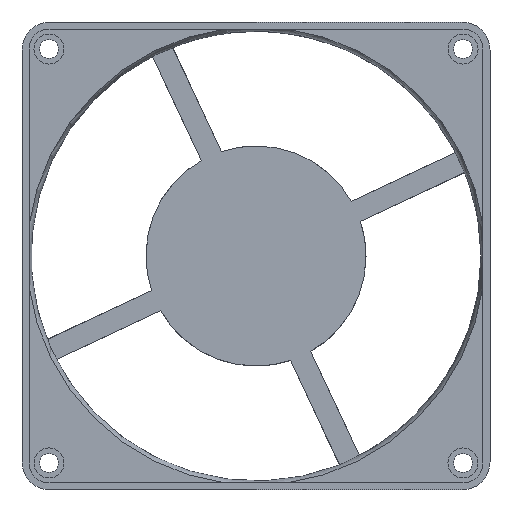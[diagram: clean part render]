
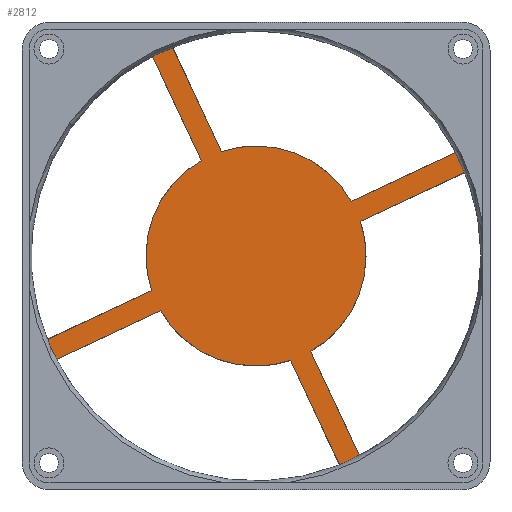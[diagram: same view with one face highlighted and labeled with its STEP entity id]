
A CAD part, front view. The second image highlights one B-rep face of the part: STEP entity #2812.
In plain terms, the highlighted planar face has unit normal (0, -1, 0).
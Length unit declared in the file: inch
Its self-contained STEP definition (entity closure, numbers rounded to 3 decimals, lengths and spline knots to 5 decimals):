
#236=PLANE($,#3128);
#373=FACE_OUTER_BOUND($,#590,.T.);
#590=EDGE_LOOP($,(#2581,#2582,#2583,#2584,#2585,#2586,#2587,#2588,#2589,
#2590,#2591,#2592,#2593,#2594,#2595,#2596));
#623=LINE($,#4058,#823);
#626=LINE($,#4069,#826);
#636=LINE($,#4101,#836);
#639=LINE($,#4112,#839);
#649=LINE($,#4144,#849);
#652=LINE($,#4155,#852);
#679=LINE($,#4350,#879);
#681=LINE($,#4357,#881);
#823=VECTOR($,#3219,1.15398);
#826=VECTOR($,#3230,1.15186);
#836=VECTOR($,#3242,1.15398);
#839=VECTOR($,#3253,1.15186);
#849=VECTOR($,#3265,1.15398);
#852=VECTOR($,#3276,1.15186);
#879=VECTOR($,#3423,1.15398);
#881=VECTOR($,#3431,1.15186);
#1023=CIRCLE($,#2878,1.1);
#1024=CIRCLE($,#2879,1.1);
#1026=CIRCLE($,#2881,1.1);
#1027=CIRCLE($,#2882,1.1);
#1143=CIRCLE($,#3124,2.25);
#1144=CIRCLE($,#3125,2.25);
#1145=CIRCLE($,#3126,2.25);
#1146=CIRCLE($,#3127,2.25);
#1173=VERTEX_POINT($,#4040);
#1179=VERTEX_POINT($,#4056);
#1182=VERTEX_POINT($,#4066);
#1183=VERTEX_POINT($,#4068);
#1189=VERTEX_POINT($,#4083);
#1195=VERTEX_POINT($,#4099);
#1198=VERTEX_POINT($,#4109);
#1199=VERTEX_POINT($,#4111);
#1205=VERTEX_POINT($,#4126);
#1211=VERTEX_POINT($,#4142);
#1214=VERTEX_POINT($,#4152);
#1215=VERTEX_POINT($,#4154);
#1233=VERTEX_POINT($,#4215);
#1236=VERTEX_POINT($,#4221);
#1272=VERTEX_POINT($,#4348);
#1274=VERTEX_POINT($,#4356);
#1461=EDGE_CURVE($,#1173,#1179,#623,.T.);
#1466=EDGE_CURVE($,#1182,#1183,#626,.T.);
#1479=EDGE_CURVE($,#1189,#1195,#636,.T.);
#1484=EDGE_CURVE($,#1198,#1199,#639,.T.);
#1497=EDGE_CURVE($,#1205,#1211,#649,.T.);
#1502=EDGE_CURVE($,#1214,#1215,#652,.T.);
#1527=EDGE_CURVE($,#1173,#1198,#1023,.T.);
#1528=EDGE_CURVE($,#1189,#1233,#1024,.T.);
#1532=EDGE_CURVE($,#1236,#1214,#1026,.T.);
#1533=EDGE_CURVE($,#1205,#1182,#1027,.T.);
#1585=EDGE_CURVE($,#1236,#1272,#679,.T.);
#1588=EDGE_CURVE($,#1233,#1274,#681,.T.);
#1807=EDGE_CURVE($,#1199,#1195,#1143,.T.);
#1808=EDGE_CURVE($,#1274,#1272,#1144,.T.);
#1809=EDGE_CURVE($,#1215,#1211,#1145,.T.);
#1810=EDGE_CURVE($,#1183,#1179,#1146,.T.);
#2581=ORIENTED_EDGE($,*,*,#1532,.F.);
#2582=ORIENTED_EDGE($,*,*,#1585,.T.);
#2583=ORIENTED_EDGE($,*,*,#1808,.F.);
#2584=ORIENTED_EDGE($,*,*,#1588,.F.);
#2585=ORIENTED_EDGE($,*,*,#1528,.F.);
#2586=ORIENTED_EDGE($,*,*,#1479,.T.);
#2587=ORIENTED_EDGE($,*,*,#1807,.F.);
#2588=ORIENTED_EDGE($,*,*,#1484,.F.);
#2589=ORIENTED_EDGE($,*,*,#1527,.F.);
#2590=ORIENTED_EDGE($,*,*,#1461,.T.);
#2591=ORIENTED_EDGE($,*,*,#1810,.F.);
#2592=ORIENTED_EDGE($,*,*,#1466,.F.);
#2593=ORIENTED_EDGE($,*,*,#1533,.F.);
#2594=ORIENTED_EDGE($,*,*,#1497,.T.);
#2595=ORIENTED_EDGE($,*,*,#1809,.F.);
#2596=ORIENTED_EDGE($,*,*,#1502,.F.);
#2812=ADVANCED_FACE($,(#373),#236,.F.);
#2878=AXIS2_PLACEMENT_3D($,#4214,#3321,#3322);
#2879=AXIS2_PLACEMENT_3D($,#4216,#3323,#3324);
#2881=AXIS2_PLACEMENT_3D($,#4223,#3329,#3330);
#2882=AXIS2_PLACEMENT_3D($,#4224,#3331,#3332);
#3124=AXIS2_PLACEMENT_3D($,#4886,#3946,#3947);
#3125=AXIS2_PLACEMENT_3D($,#4887,#3948,#3949);
#3126=AXIS2_PLACEMENT_3D($,#4888,#3950,#3951);
#3127=AXIS2_PLACEMENT_3D($,#4889,#3952,#3953);
#3128=AXIS2_PLACEMENT_3D($,#4890,#3954,#3955);
#3219=DIRECTION($,(0.905,0.,0.424));
#3230=DIRECTION($,(0.905,0.,0.424));
#3242=DIRECTION($,(0.424,0.,-0.905));
#3253=DIRECTION($,(0.424,0.,-0.905));
#3265=DIRECTION($,(-0.424,0.,0.905));
#3276=DIRECTION($,(-0.424,0.,0.905));
#3321=DIRECTION('center_axis',(0.,1.,0.));
#3322=DIRECTION('ref_axis',(-1.,0.,0.));
#3323=DIRECTION('center_axis',(0.,1.,0.));
#3324=DIRECTION('ref_axis',(-1.,0.,0.));
#3329=DIRECTION('center_axis',(0.,1.,0.));
#3330=DIRECTION('ref_axis',(-1.,0.,0.));
#3331=DIRECTION('center_axis',(0.,1.,0.));
#3332=DIRECTION('ref_axis',(-1.,0.,0.));
#3423=DIRECTION($,(-0.905,0.,-0.424));
#3431=DIRECTION($,(-0.905,0.,-0.424));
#3946=DIRECTION('center_axis',(0.,1.,0.));
#3947=DIRECTION('ref_axis',(1.,0.,0.));
#3948=DIRECTION('center_axis',(0.,1.,0.));
#3949=DIRECTION('ref_axis',(1.,0.,0.));
#3950=DIRECTION('center_axis',(0.,1.,0.));
#3951=DIRECTION('ref_axis',(1.,0.,0.));
#3952=DIRECTION('center_axis',(0.,1.,0.));
#3953=DIRECTION('ref_axis',(1.,0.,0.));
#3954=DIRECTION('center_axis',(0.,1.,0.));
#3955=DIRECTION('ref_axis',(0.,0.,1.));
#4040=CARTESIAN_POINT('',(-0.72867,0.45261,0.34536));
#4056=CARTESIAN_POINT('',(0.31621,0.45261,0.83515));
#4058=CARTESIAN_POINT($,(-0.77596,0.45261,0.3232));
#4066=CARTESIAN_POINT('',(-0.81831,0.45261,0.54632));
#4068=CARTESIAN_POINT('',(0.22466,0.45261,1.03521));
#4069=CARTESIAN_POINT($,(-0.86933,0.45261,0.5224));
#4083=CARTESIAN_POINT('',(-1.42769,0.45261,-1.04438));
#4099=CARTESIAN_POINT('',(-0.9379,0.45261,-2.08926));
#4101=CARTESIAN_POINT($,(-1.44985,0.45261,-0.99709));
#4109=CARTESIAN_POINT('',(-1.22673,0.45261,-0.95474));
#4111=CARTESIAN_POINT('',(-0.73784,0.45261,-1.99771));
#4112=CARTESIAN_POINT($,(-1.25065,0.45261,-0.90371));
#4126=CARTESIAN_POINT('',(-2.11841,0.45261,1.04438));
#4142=CARTESIAN_POINT('',(-2.6082,0.45261,2.08926));
#4144=CARTESIAN_POINT($,(-2.09625,0.45261,0.99709));
#4152=CARTESIAN_POINT('',(-2.31937,0.45261,0.95474));
#4154=CARTESIAN_POINT('',(-2.80826,0.45261,1.99771));
#4155=CARTESIAN_POINT($,(-2.29545,0.45261,0.90371));
#4214=CARTESIAN_POINT('Origin',(-1.77305,0.45261,0.));
#4215=CARTESIAN_POINT('',(-2.72779,0.45261,-0.54632));
#4216=CARTESIAN_POINT('Origin',(-1.77305,0.45261,0.));
#4221=CARTESIAN_POINT('',(-2.81743,0.45261,-0.34536));
#4223=CARTESIAN_POINT('Origin',(-1.77305,0.45261,0.));
#4224=CARTESIAN_POINT('Origin',(-1.77305,0.45261,0.));
#4348=CARTESIAN_POINT('',(-3.86231,0.45261,-0.83515));
#4350=CARTESIAN_POINT($,(-2.77014,0.45261,-0.3232));
#4356=CARTESIAN_POINT('',(-3.77076,0.45261,-1.03521));
#4357=CARTESIAN_POINT($,(-2.67676,0.45261,-0.5224));
#4886=CARTESIAN_POINT('Origin',(-1.77305,0.45261,0.));
#4887=CARTESIAN_POINT('Origin',(-1.77305,0.45261,0.));
#4888=CARTESIAN_POINT('Origin',(-1.77305,0.45261,0.));
#4889=CARTESIAN_POINT('Origin',(-1.77305,0.45261,0.));
#4890=CARTESIAN_POINT('Origin',(-1.67305,0.45261,0.));
